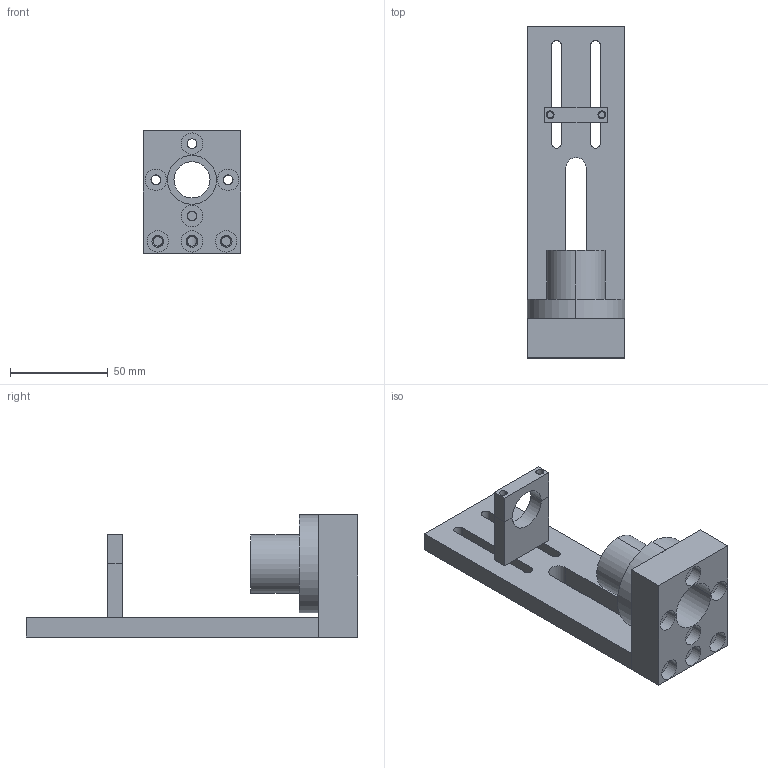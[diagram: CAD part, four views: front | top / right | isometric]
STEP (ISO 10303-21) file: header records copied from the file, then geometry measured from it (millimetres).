
FILE_DESCRIPTION (( 'STEP AP214' ), '1' );
FILE_NAME ('Assemblage1.STEP', '2020-01-23T10:39:45', ( '' ), ( '' ), 'SwSTEP 2.0', 'SolidWorks 2017', '' );
FILE_SCHEMA (( 'AUTOMOTIVE_DESIGN' ));
Length unit declared in the file: millimetre
Products named in the file (6): pièce 1 support piston; base support piston; petit support piston; Nez cylindrique; petit support piston partie haute; Assemblage1
Assembly tree (5 placements, depth 2):
  Assemblage1
    base support piston
    pièce 1 support piston
    petit support piston
    petit support piston partie haute
    Nez cylindrique
Bounding box: 50 x 170 x 62.5 mm (x, y, z)
Volume: 136009.1 mm3; surface area: 51311.8 mm2
Topology: 5 solids, 5 shells, 454 faces, 1233 edges, 806 vertices
Faces by surface type: cylinder 350, plane 71, bspline 33
Entity records: 38811 total; most frequent: CARTESIAN_POINT 28776, ORIENTED_EDGE 2466, DIRECTION 1636, EDGE_CURVE 1233, VERTEX_POINT 806, AXIS2_PLACEMENT_3D 580, EDGE_LOOP 509, LINE 476
